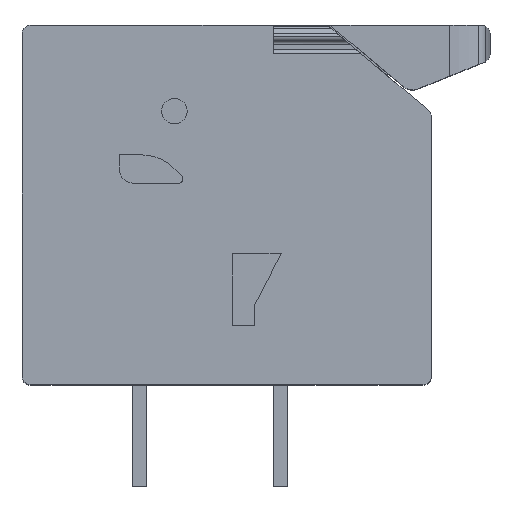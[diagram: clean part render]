
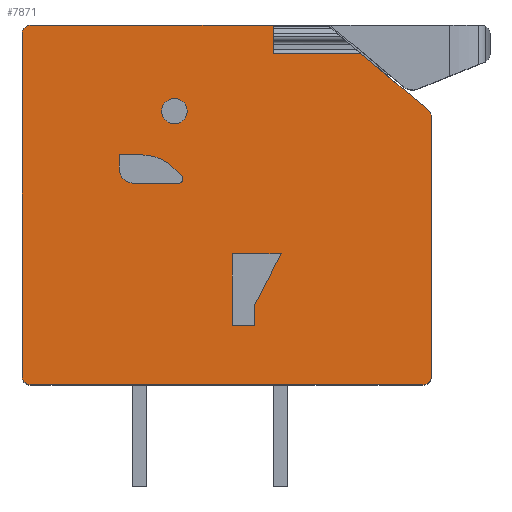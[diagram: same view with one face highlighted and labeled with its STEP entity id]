
A CAD part, top view. The second image highlights one B-rep face of the part: STEP entity #7871.
In plain terms, the highlighted planar face has unit normal (0, 0, 1).
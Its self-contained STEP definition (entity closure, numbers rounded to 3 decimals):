
#182=CIRCLE('',#8191,1.6);
#183=CIRCLE('',#8192,0.15);
#184=CIRCLE('',#8193,0.5);
#185=CIRCLE('',#8194,0.45);
#186=CIRCLE('',#8195,0.3);
#187=CIRCLE('',#8196,0.3);
#188=CIRCLE('',#8197,0.3);
#189=CIRCLE('',#8198,0.3);
#382=ORIENTED_EDGE('',*,*,#2126,.F.);
#383=ORIENTED_EDGE('',*,*,#2127,.F.);
#384=ORIENTED_EDGE('',*,*,#2128,.F.);
#385=ORIENTED_EDGE('',*,*,#2129,.F.);
#386=ORIENTED_EDGE('',*,*,#2130,.F.);
#387=ORIENTED_EDGE('',*,*,#2131,.F.);
#388=ORIENTED_EDGE('',*,*,#2132,.F.);
#389=ORIENTED_EDGE('',*,*,#2133,.F.);
#390=ORIENTED_EDGE('',*,*,#2134,.F.);
#391=ORIENTED_EDGE('',*,*,#2135,.T.);
#392=ORIENTED_EDGE('',*,*,#2136,.T.);
#393=ORIENTED_EDGE('',*,*,#2137,.T.);
#394=ORIENTED_EDGE('',*,*,#2138,.F.);
#395=ORIENTED_EDGE('',*,*,#2139,.T.);
#396=ORIENTED_EDGE('',*,*,#2140,.T.);
#397=ORIENTED_EDGE('',*,*,#2141,.T.);
#398=ORIENTED_EDGE('',*,*,#2142,.T.);
#399=ORIENTED_EDGE('',*,*,#2143,.T.);
#400=ORIENTED_EDGE('',*,*,#2144,.T.);
#401=ORIENTED_EDGE('',*,*,#2145,.T.);
#402=ORIENTED_EDGE('',*,*,#2146,.T.);
#403=ORIENTED_EDGE('',*,*,#2147,.T.);
#404=ORIENTED_EDGE('',*,*,#2148,.T.);
#405=ORIENTED_EDGE('',*,*,#2149,.F.);
#406=ORIENTED_EDGE('',*,*,#2150,.F.);
#407=ORIENTED_EDGE('',*,*,#2151,.F.);
#408=ORIENTED_EDGE('',*,*,#2152,.F.);
#409=ORIENTED_EDGE('',*,*,#2153,.F.);
#2126=EDGE_CURVE('',#2998,#2999,#3573,.T.);
#2127=EDGE_CURVE('',#3000,#2998,#3574,.T.);
#2128=EDGE_CURVE('',#3001,#3000,#182,.T.);
#2129=EDGE_CURVE('',#3002,#3001,#3575,.T.);
#2130=EDGE_CURVE('',#3003,#3002,#183,.T.);
#2131=EDGE_CURVE('',#3004,#3003,#3576,.T.);
#2132=EDGE_CURVE('',#2999,#3004,#184,.T.);
#2133=EDGE_CURVE('',#3005,#3005,#185,.T.);
#2134=EDGE_CURVE('',#3006,#3007,#3577,.T.);
#2135=EDGE_CURVE('',#3006,#3008,#3578,.T.);
#2136=EDGE_CURVE('',#3008,#3009,#3579,.T.);
#2137=EDGE_CURVE('',#3009,#3010,#3580,.T.);
#2138=EDGE_CURVE('',#3011,#3010,#3581,.T.);
#2139=EDGE_CURVE('',#3011,#3012,#3582,.T.);
#2140=EDGE_CURVE('',#3012,#3013,#3583,.T.);
#2141=EDGE_CURVE('',#3013,#3014,#186,.T.);
#2142=EDGE_CURVE('',#3014,#3015,#3584,.T.);
#2143=EDGE_CURVE('',#3015,#3016,#187,.T.);
#2144=EDGE_CURVE('',#3016,#3017,#3585,.T.);
#2145=EDGE_CURVE('',#3017,#3018,#188,.T.);
#2146=EDGE_CURVE('',#3018,#3019,#3586,.T.);
#2147=EDGE_CURVE('',#3019,#3020,#189,.T.);
#2148=EDGE_CURVE('',#3020,#3007,#3587,.T.);
#2149=EDGE_CURVE('',#3021,#3022,#3588,.T.);
#2150=EDGE_CURVE('',#3023,#3021,#3589,.T.);
#2151=EDGE_CURVE('',#3024,#3023,#3590,.T.);
#2152=EDGE_CURVE('',#3025,#3024,#3591,.T.);
#2153=EDGE_CURVE('',#3022,#3025,#3592,.T.);
#2998=VERTEX_POINT('',#10456);
#2999=VERTEX_POINT('',#10457);
#3000=VERTEX_POINT('',#10459);
#3001=VERTEX_POINT('',#10461);
#3002=VERTEX_POINT('',#10463);
#3003=VERTEX_POINT('',#10465);
#3004=VERTEX_POINT('',#10467);
#3005=VERTEX_POINT('',#10470);
#3006=VERTEX_POINT('',#10472);
#3007=VERTEX_POINT('',#10473);
#3008=VERTEX_POINT('',#10475);
#3009=VERTEX_POINT('',#10477);
#3010=VERTEX_POINT('',#10479);
#3011=VERTEX_POINT('',#10481);
#3012=VERTEX_POINT('',#10483);
#3013=VERTEX_POINT('',#10485);
#3014=VERTEX_POINT('',#10487);
#3015=VERTEX_POINT('',#10489);
#3016=VERTEX_POINT('',#10491);
#3017=VERTEX_POINT('',#10493);
#3018=VERTEX_POINT('',#10495);
#3019=VERTEX_POINT('',#10497);
#3020=VERTEX_POINT('',#10499);
#3021=VERTEX_POINT('',#10502);
#3022=VERTEX_POINT('',#10503);
#3023=VERTEX_POINT('',#10505);
#3024=VERTEX_POINT('',#10507);
#3025=VERTEX_POINT('',#10509);
#3573=LINE('',#10455,#4196);
#3574=LINE('',#10458,#4197);
#3575=LINE('',#10462,#4198);
#3576=LINE('',#10466,#4199);
#3577=LINE('',#10471,#4200);
#3578=LINE('',#10474,#4201);
#3579=LINE('',#10476,#4202);
#3580=LINE('',#10478,#4203);
#3581=LINE('',#10480,#4204);
#3582=LINE('',#10482,#4205);
#3583=LINE('',#10484,#4206);
#3584=LINE('',#10488,#4207);
#3585=LINE('',#10492,#4208);
#3586=LINE('',#10496,#4209);
#3587=LINE('',#10500,#4210);
#3588=LINE('',#10501,#4211);
#3589=LINE('',#10504,#4212);
#3590=LINE('',#10506,#4213);
#3591=LINE('',#10508,#4214);
#3592=LINE('',#10510,#4215);
#4196=VECTOR('',#8740,1000.);
#4197=VECTOR('',#8741,1000.);
#4198=VECTOR('',#8744,1000.);
#4199=VECTOR('',#8747,1000.);
#4200=VECTOR('',#8752,1000.);
#4201=VECTOR('',#8753,1000.);
#4202=VECTOR('',#8754,1000.);
#4203=VECTOR('',#8755,1000.);
#4204=VECTOR('',#8756,1000.);
#4205=VECTOR('',#8757,1000.);
#4206=VECTOR('',#8758,1000.);
#4207=VECTOR('',#8761,1000.);
#4208=VECTOR('',#8764,1000.);
#4209=VECTOR('',#8767,1000.);
#4210=VECTOR('',#8770,1000.);
#4211=VECTOR('',#8771,1000.);
#4212=VECTOR('',#8772,1000.);
#4213=VECTOR('',#8773,1000.);
#4214=VECTOR('',#8774,1000.);
#4215=VECTOR('',#8775,1000.);
#4819=EDGE_LOOP('',(#382,#383,#384,#385,#386,#387,#388));
#4820=EDGE_LOOP('',(#389));
#4821=EDGE_LOOP('',(#390,#391,#392,#393,#394,#395,#396,#397,#398,#399,#400,
#401,#402,#403,#404));
#4822=EDGE_LOOP('',(#405,#406,#407,#408,#409));
#5148=FACE_BOUND('',#4819,.T.);
#5149=FACE_BOUND('',#4820,.T.);
#5150=FACE_BOUND('',#4821,.T.);
#5151=FACE_BOUND('',#4822,.T.);
#5477=PLANE('',#8190);
#7871=ADVANCED_FACE('',(#5148,#5149,#5150,#5151),#5477,.T.);
#8190=AXIS2_PLACEMENT_3D('',#10454,#8738,#8739);
#8191=AXIS2_PLACEMENT_3D('',#10460,#8742,#8743);
#8192=AXIS2_PLACEMENT_3D('',#10464,#8745,#8746);
#8193=AXIS2_PLACEMENT_3D('',#10468,#8748,#8749);
#8194=AXIS2_PLACEMENT_3D('',#10469,#8750,#8751);
#8195=AXIS2_PLACEMENT_3D('',#10486,#8759,#8760);
#8196=AXIS2_PLACEMENT_3D('',#10490,#8762,#8763);
#8197=AXIS2_PLACEMENT_3D('',#10494,#8765,#8766);
#8198=AXIS2_PLACEMENT_3D('',#10498,#8768,#8769);
#8738=DIRECTION('',(0.,0.,1.));
#8739=DIRECTION('',(1.,0.,0.));
#8740=DIRECTION('',(0.,-1.,0.));
#8741=DIRECTION('',(-1.,0.,0.));
#8742=DIRECTION('',(0.,0.,1.));
#8743=DIRECTION('',(1.,0.,0.));
#8744=DIRECTION('',(-0.707,0.707,0.));
#8745=DIRECTION('',(0.,0.,1.));
#8746=DIRECTION('',(1.,0.,0.));
#8747=DIRECTION('',(1.,0.,0.));
#8748=DIRECTION('',(0.,0.,1.));
#8749=DIRECTION('',(1.,0.,0.));
#8750=DIRECTION('',(0.,0.,1.));
#8751=DIRECTION('',(1.,0.,0.));
#8752=DIRECTION('',(1.,0.,0.));
#8753=DIRECTION('',(0.,1.,0.));
#8754=DIRECTION('',(1.,0.,0.));
#8755=DIRECTION('',(-0.766,0.643,0.));
#8756=DIRECTION('',(1.,0.,0.));
#8757=DIRECTION('',(0.,1.,0.));
#8758=DIRECTION('',(-1.,0.,0.));
#8759=DIRECTION('',(0.,0.,1.));
#8760=DIRECTION('',(1.,0.,0.));
#8761=DIRECTION('',(0.,-1.,0.));
#8762=DIRECTION('',(0.,0.,1.));
#8763=DIRECTION('',(1.,0.,0.));
#8764=DIRECTION('',(1.,0.,0.));
#8765=DIRECTION('',(0.,0.,1.));
#8766=DIRECTION('',(1.,0.,0.));
#8767=DIRECTION('',(0.,1.,0.));
#8768=DIRECTION('',(0.,0.,1.));
#8769=DIRECTION('',(1.,0.,0.));
#8770=DIRECTION('',(-0.766,0.643,0.));
#8771=DIRECTION('',(0.,-1.,0.));
#8772=DIRECTION('',(-1.,0.,0.));
#8773=DIRECTION('',(0.461,0.888,0.));
#8774=DIRECTION('',(0.,1.,0.));
#8775=DIRECTION('',(1.,0.,0.));
#10454=CARTESIAN_POINT('',(-8.85,0.3,7.));
#10455=CARTESIAN_POINT('',(-5.7,8.15,7.));
#10456=CARTESIAN_POINT('',(-5.7,8.15,7.));
#10457=CARTESIAN_POINT('',(-5.7,7.65,7.));
#10458=CARTESIAN_POINT('',(-4.9,8.15,7.));
#10459=CARTESIAN_POINT('',(-4.9,8.15,7.));
#10460=CARTESIAN_POINT('',(-4.9,6.55,7.));
#10461=CARTESIAN_POINT('',(-3.768,7.681,7.));
#10462=CARTESIAN_POINT('',(-3.493,7.406,7.));
#10463=CARTESIAN_POINT('',(-3.493,7.406,7.));
#10464=CARTESIAN_POINT('',(-3.599,7.3,7.));
#10465=CARTESIAN_POINT('',(-3.599,7.15,7.));
#10466=CARTESIAN_POINT('',(-5.2,7.15,7.));
#10467=CARTESIAN_POINT('',(-5.2,7.15,7.));
#10468=CARTESIAN_POINT('',(-5.2,7.65,7.));
#10469=CARTESIAN_POINT('',(-3.75,9.7,7.));
#10470=CARTESIAN_POINT('',(-3.3,9.7,7.));
#10471=CARTESIAN_POINT('',(-8.85,11.75,7.));
#10472=CARTESIAN_POINT('',(-0.25,11.75,7.));
#10473=CARTESIAN_POINT('',(2.847,11.75,7.));
#10474=CARTESIAN_POINT('',(-0.25,0.3,7.));
#10475=CARTESIAN_POINT('',(-0.25,12.343,7.));
#10476=CARTESIAN_POINT('',(-0.25,12.343,7.));
#10477=CARTESIAN_POINT('',(2.141,12.343,7.));
#10478=CARTESIAN_POINT('',(5.243,9.74,7.));
#10479=CARTESIAN_POINT('',(2.137,12.346,7.));
#10480=CARTESIAN_POINT('',(-0.25,12.346,7.));
#10481=CARTESIAN_POINT('',(-0.25,12.346,7.));
#10482=CARTESIAN_POINT('',(-0.25,0.3,7.));
#10483=CARTESIAN_POINT('',(-0.25,12.75,7.));
#10484=CARTESIAN_POINT('',(1.656,12.75,7.));
#10485=CARTESIAN_POINT('',(-8.85,12.75,7.));
#10486=CARTESIAN_POINT('',(-8.85,12.45,7.));
#10487=CARTESIAN_POINT('',(-9.15,12.45,7.));
#10488=CARTESIAN_POINT('',(-9.15,12.45,7.));
#10489=CARTESIAN_POINT('',(-9.15,0.3,7.));
#10490=CARTESIAN_POINT('',(-8.85,0.3,7.));
#10491=CARTESIAN_POINT('',(-8.85,0.,7.));
#10492=CARTESIAN_POINT('',(-8.85,0.,7.));
#10493=CARTESIAN_POINT('',(5.05,0.,7.));
#10494=CARTESIAN_POINT('',(5.05,0.3,7.));
#10495=CARTESIAN_POINT('',(5.35,0.3,7.));
#10496=CARTESIAN_POINT('',(5.35,0.3,7.));
#10497=CARTESIAN_POINT('',(5.35,9.51,7.));
#10498=CARTESIAN_POINT('',(5.05,9.51,7.));
#10499=CARTESIAN_POINT('',(5.243,9.74,7.));
#10500=CARTESIAN_POINT('',(5.243,9.74,7.));
#10501=CARTESIAN_POINT('',(-1.7,4.65,7.));
#10502=CARTESIAN_POINT('',(-1.7,4.65,7.));
#10503=CARTESIAN_POINT('',(-1.7,2.1,7.));
#10504=CARTESIAN_POINT('',(0.034,4.65,7.));
#10505=CARTESIAN_POINT('',(0.034,4.65,7.));
#10506=CARTESIAN_POINT('',(-0.9,2.85,7.));
#10507=CARTESIAN_POINT('',(-0.9,2.85,7.));
#10508=CARTESIAN_POINT('',(-0.9,2.1,7.));
#10509=CARTESIAN_POINT('',(-0.9,2.1,7.));
#10510=CARTESIAN_POINT('',(-1.7,2.1,7.));
